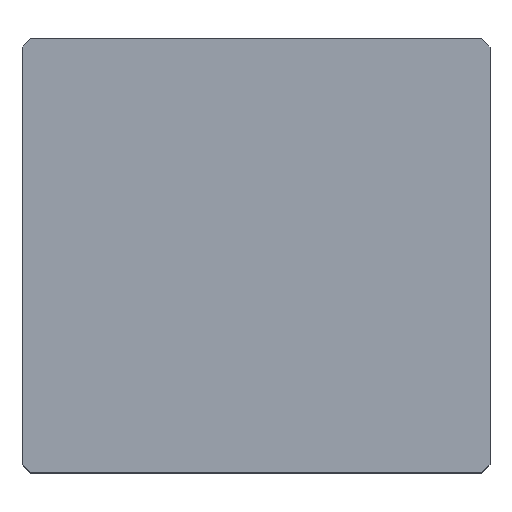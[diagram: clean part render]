
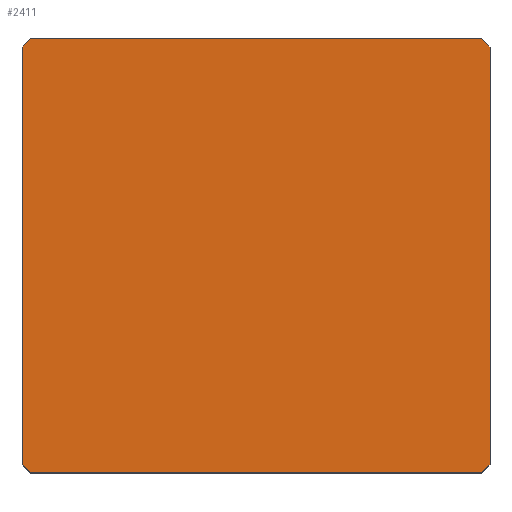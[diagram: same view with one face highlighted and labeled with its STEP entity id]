
A CAD part, top view. The second image highlights one B-rep face of the part: STEP entity #2411.
In plain terms, the highlighted planar face has unit normal (0, 0, 1).
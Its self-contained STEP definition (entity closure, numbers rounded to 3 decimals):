
#47 = CARTESIAN_POINT ( 'NONE',  ( -13.9, 0., 13. ) ) ;
#67 = LINE ( 'NONE', #47, #874 ) ;
#152 = VERTEX_POINT ( 'NONE', #2807 ) ;
#168 = EDGE_CURVE ( 'NONE', #152, #1311, #67, .T. ) ;
#174 = DIRECTION ( 'NONE',  ( -0.707, -0.707, 0. ) ) ;
#197 = ORIENTED_EDGE ( 'NONE', *, *, #921, .T. ) ;
#299 = VECTOR ( 'NONE', #1295, 1000. ) ;
#330 = DIRECTION ( 'NONE',  ( -1., 0., 0. ) ) ;
#475 = LINE ( 'NONE', #3838, #3153 ) ;
#488 = CARTESIAN_POINT ( 'NONE',  ( -13.4, 12.9, 13. ) ) ;
#502 = CARTESIAN_POINT ( 'NONE',  ( 13.4, -12.9, 13. ) ) ;
#514 = DIRECTION ( 'NONE',  ( 0., -1., 0. ) ) ;
#711 = EDGE_CURVE ( 'NONE', #2601, #1479, #1041, .T. ) ;
#835 = CARTESIAN_POINT ( 'NONE',  ( 13.9, 0., 13. ) ) ;
#874 = VECTOR ( 'NONE', #1945, 1000. ) ;
#877 = PLANE ( 'NONE',  #1197 ) ;
#921 = EDGE_CURVE ( 'NONE', #1479, #152, #475, .T. ) ;
#1002 = VERTEX_POINT ( 'NONE', #3271 ) ;
#1008 = LINE ( 'NONE', #1548, #1136 ) ;
#1032 = CARTESIAN_POINT ( 'NONE',  ( 13.4, -12.9, 13. ) ) ;
#1041 = LINE ( 'NONE', #1668, #1692 ) ;
#1136 = VECTOR ( 'NONE', #2502, 1000. ) ;
#1151 = VERTEX_POINT ( 'NONE', #2171 ) ;
#1188 = ORIENTED_EDGE ( 'NONE', *, *, #1915, .F. ) ;
#1197 = AXIS2_PLACEMENT_3D ( 'NONE', #2652, #1784, #2945 ) ;
#1295 = DIRECTION ( 'NONE',  ( 0.707, -0.707, 0. ) ) ;
#1311 = VERTEX_POINT ( 'NONE', #2842 ) ;
#1315 = EDGE_CURVE ( 'NONE', #3875, #1151, #2569, .T. ) ;
#1458 = VERTEX_POINT ( 'NONE', #2276 ) ;
#1479 = VERTEX_POINT ( 'NONE', #488 ) ;
#1548 = CARTESIAN_POINT ( 'NONE',  ( 13.9, 12.4, 13. ) ) ;
#1641 = ORIENTED_EDGE ( 'NONE', *, *, #2680, .T. ) ;
#1668 = CARTESIAN_POINT ( 'NONE',  ( 0., 12.9, 13. ) ) ;
#1692 = VECTOR ( 'NONE', #3179, 1000. ) ;
#1768 = ORIENTED_EDGE ( 'NONE', *, *, #168, .T. ) ;
#1784 = DIRECTION ( 'NONE',  ( 0., 0., -1. ) ) ;
#1807 = LINE ( 'NONE', #1846, #2292 ) ;
#1846 = CARTESIAN_POINT ( 'NONE',  ( 0., -12.9, 13. ) ) ;
#1911 = VECTOR ( 'NONE', #514, 1000. ) ;
#1915 = EDGE_CURVE ( 'NONE', #3875, #1002, #1807, .T. ) ;
#1945 = DIRECTION ( 'NONE',  ( 0., -1., 0. ) ) ;
#2054 = ORIENTED_EDGE ( 'NONE', *, *, #3651, .T. ) ;
#2171 = CARTESIAN_POINT ( 'NONE',  ( 13.9, -12.4, 13. ) ) ;
#2201 = ORIENTED_EDGE ( 'NONE', *, *, #1315, .T. ) ;
#2276 = CARTESIAN_POINT ( 'NONE',  ( 13.9, 12.4, 13. ) ) ;
#2292 = VECTOR ( 'NONE', #330, 1000. ) ;
#2382 = EDGE_LOOP ( 'NONE', ( #3580, #2054, #3082, #197, #1768, #1641, #1188, #2201 ) ) ;
#2411 = ADVANCED_FACE ( 'NONE', ( #3584 ), #877, .F. ) ;
#2502 = DIRECTION ( 'NONE',  ( -0.707, 0.707, 0. ) ) ;
#2569 = LINE ( 'NONE', #1032, #3032 ) ;
#2601 = VERTEX_POINT ( 'NONE', #2790 ) ;
#2652 = CARTESIAN_POINT ( 'NONE',  ( 0., 0., 13. ) ) ;
#2668 = LINE ( 'NONE', #835, #1911 ) ;
#2680 = EDGE_CURVE ( 'NONE', #1311, #1002, #3697, .T. ) ;
#2790 = CARTESIAN_POINT ( 'NONE',  ( 13.4, 12.9, 13. ) ) ;
#2807 = CARTESIAN_POINT ( 'NONE',  ( -13.9, 12.4, 13. ) ) ;
#2811 = CARTESIAN_POINT ( 'NONE',  ( -13.9, -12.4, 13. ) ) ;
#2842 = CARTESIAN_POINT ( 'NONE',  ( -13.9, -12.4, 13. ) ) ;
#2867 = EDGE_CURVE ( 'NONE', #1458, #1151, #2668, .T. ) ;
#2945 = DIRECTION ( 'NONE',  ( -1., 0., 0. ) ) ;
#3032 = VECTOR ( 'NONE', #3118, 1000. ) ;
#3082 = ORIENTED_EDGE ( 'NONE', *, *, #711, .T. ) ;
#3118 = DIRECTION ( 'NONE',  ( 0.707, 0.707, 0. ) ) ;
#3153 = VECTOR ( 'NONE', #174, 1000. ) ;
#3179 = DIRECTION ( 'NONE',  ( -1., 0., 0. ) ) ;
#3271 = CARTESIAN_POINT ( 'NONE',  ( -13.4, -12.9, 13. ) ) ;
#3580 = ORIENTED_EDGE ( 'NONE', *, *, #2867, .F. ) ;
#3584 = FACE_OUTER_BOUND ( 'NONE', #2382, .T. ) ;
#3651 = EDGE_CURVE ( 'NONE', #1458, #2601, #1008, .T. ) ;
#3697 = LINE ( 'NONE', #2811, #299 ) ;
#3838 = CARTESIAN_POINT ( 'NONE',  ( -13.4, 12.9, 13. ) ) ;
#3875 = VERTEX_POINT ( 'NONE', #502 ) ;
